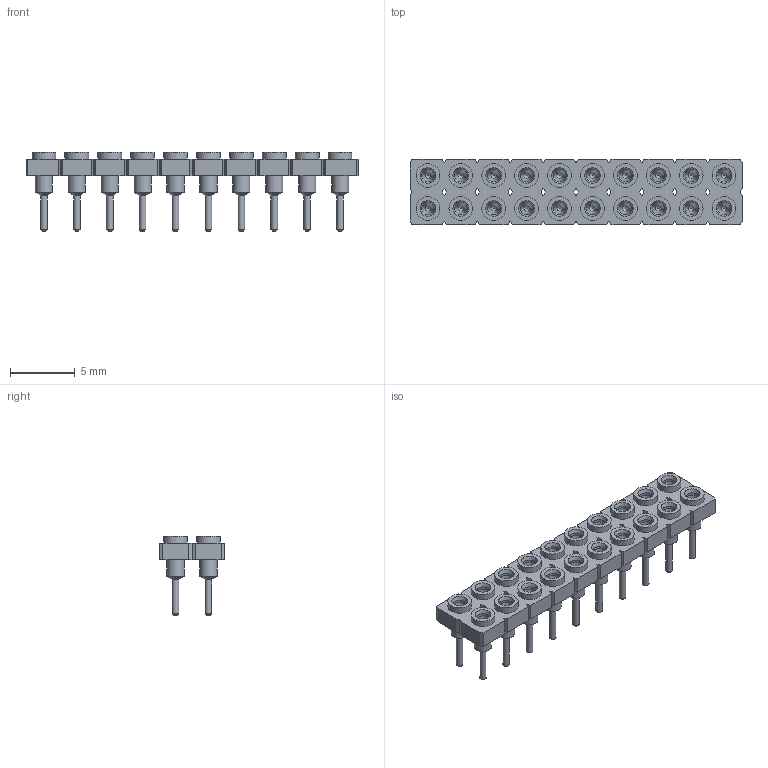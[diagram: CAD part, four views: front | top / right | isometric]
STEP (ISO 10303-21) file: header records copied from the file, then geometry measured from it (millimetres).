
FILE_DESCRIPTION(('STEP AP214'), '1');
FILE_NAME('SL-105-TT-11', '2017-07-15T12:47:57', ('Nobody'), (''), 'ASCON STEP Converter 1.3', 'ASCON Math Kernel', '');
FILE_SCHEMA(('AUTOMOTIVE_DESIGN { 1 0 10303 214 3 1 1}'));
Length unit declared in the file: millimetre
Assembly tree (20 placements, depth 2):
  (unnamed)
    (unnamed)  x20
Bounding box: 25.63 x 5.08 x 6.1 mm (x, y, z)
Volume: 202.5 mm3; surface area: 1070 mm2
Topology: 21 solids, 21 shells, 522 faces, 1060 edges, 660 vertices
Faces by surface type: plane 226, cylinder 176, cone 120
Full cylindrical faces by diameter (mm): 0.51 x20, 1 x40, 1.32 x60, 1.83 x20
Entity records: 7799 total; most frequent: CARTESIAN_POINT 1015, DIRECTION 1008, ORIENTED_EDGE 954, EDGE_CURVE 477, LINE 348, VECTOR 348, VERTEX_POINT 337, AXIS2_PLACEMENT_3D 330
